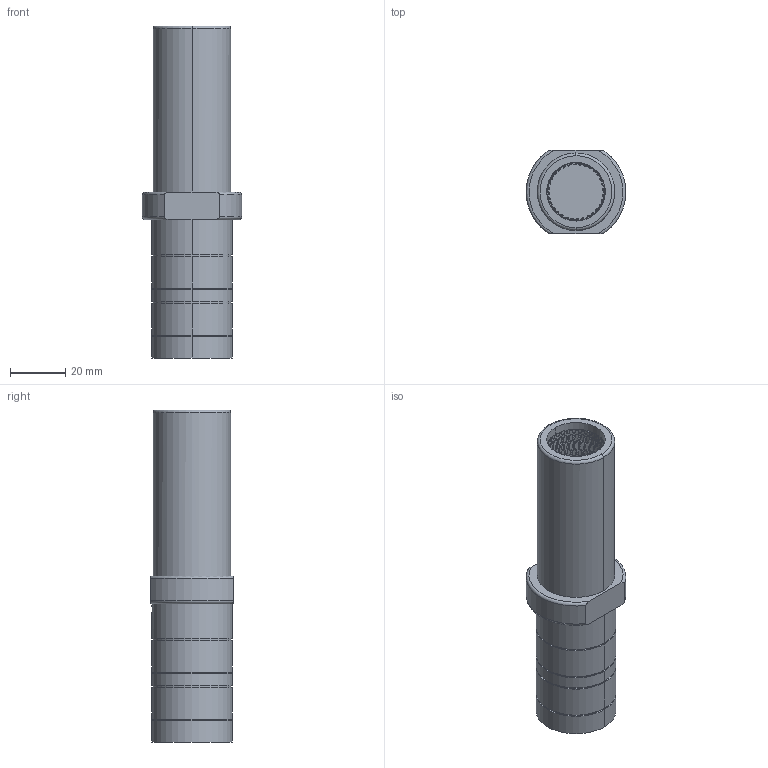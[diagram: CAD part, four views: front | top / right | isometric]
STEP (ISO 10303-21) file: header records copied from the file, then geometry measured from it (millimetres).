
FILE_DESCRIPTION((''),'2;1');
FILE_NAME('HC1000-FC240_8','2023-12-01T',('lian.chen'),(''),'PRO/ENGINEER BY PARAMETRIC TECHNOLOGY CORPORATION, 2012480','PRO/ENGINEER BY PARAMETRIC TECHNOLOGY CORPORATION, 2012480','');
FILE_SCHEMA(('CONFIG_CONTROL_DESIGN'));
Products named in the file (1): HC1000-FC240_8
Bounding box: 36 x 30 x 120 mm (x, y, z)
Volume: 38235.3 mm3; surface area: 22986.8 mm2
Topology: 1 solids, 1 shells, 3809 faces, 10858 edges, 6730 vertices
Faces by surface type: bspline 2990, plane 279, cylinder 274, cone 260, torus 6
Entity records: 248943 total; most frequent: CARTESIAN_POINT 173549, ORIENTED_EDGE 21712, EDGE_CURVE 10856, B_SPLINE_CURVE_WITH_KNOTS 7784, VERTEX_POINT 6730, DIRECTION 5613, EDGE_LOOP 4036, FACE_OUTER_BOUND 3809
